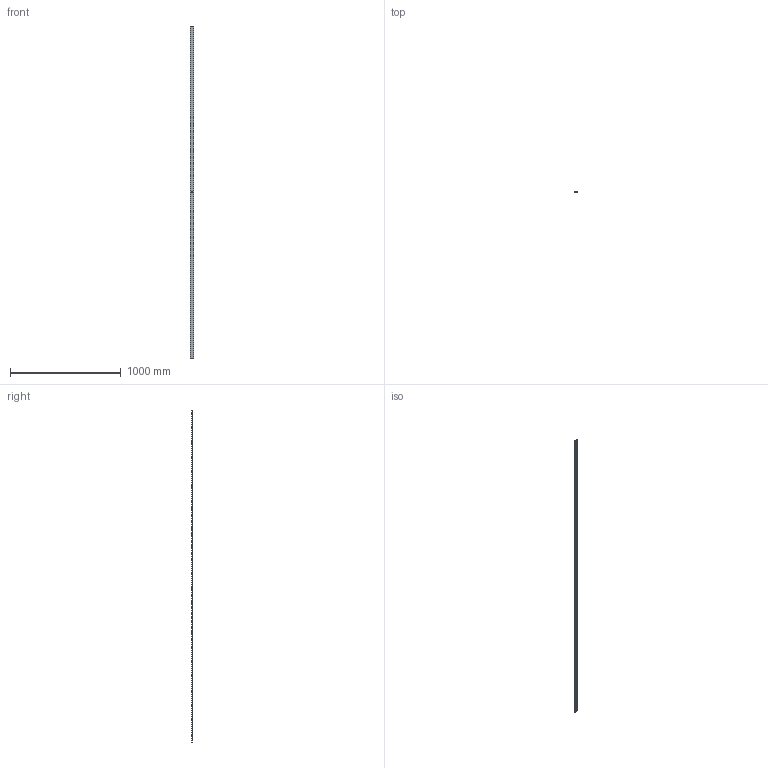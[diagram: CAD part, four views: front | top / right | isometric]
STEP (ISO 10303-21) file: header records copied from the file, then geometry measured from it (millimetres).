
FILE_DESCRIPTION (( 'STEP AP203' ), '1' );
FILE_NAME ('2302-N-132.STEP', '2022-04-29T06:10:29', ( '' ), ( '' ), 'SwSTEP 2.0', 'SolidWorks 2018', '' );
FILE_SCHEMA (( 'CONFIG_CONTROL_DESIGN' ));
Length unit declared in the file: millimetre
Products named in the file (1): 2302-N-132
Bounding box: 30 x 8 x 3000 mm (x, y, z)
Volume: 500612.9 mm3; surface area: 234606.5 mm2
Topology: 1 solids, 1 shells, 303 faces, 788 edges, 533 vertices
Faces by surface type: plane 155, bspline 123, sphere 23, cylinder 2
Entity records: 15136 total; most frequent: CARTESIAN_POINT 8412, ORIENTED_EDGE 1576, DIRECTION 931, EDGE_CURVE 788, VERTEX_POINT 533, VECTOR 515, LINE 515, EDGE_LOOP 349
